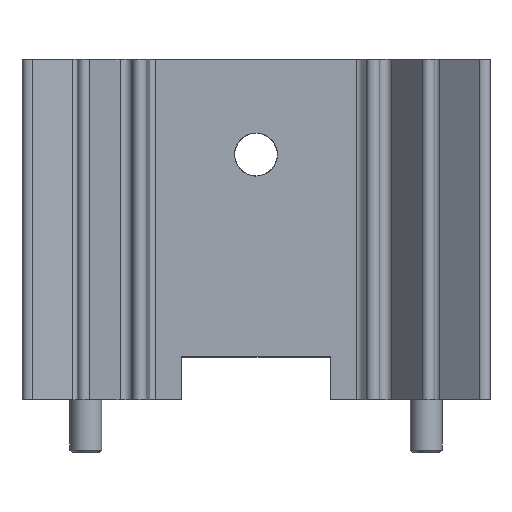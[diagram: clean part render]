
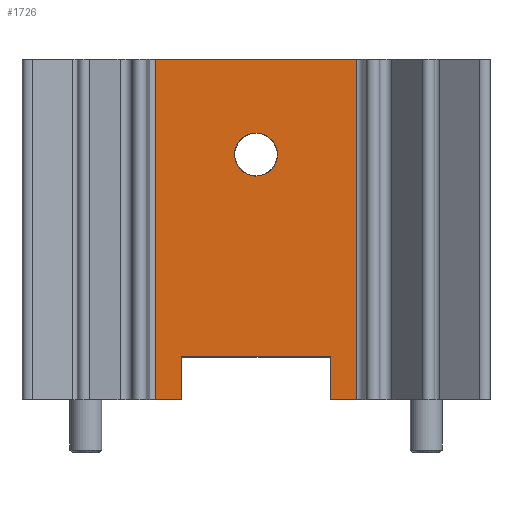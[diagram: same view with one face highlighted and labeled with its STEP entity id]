
A CAD part, front view. The second image highlights one B-rep face of the part: STEP entity #1726.
In plain terms, the highlighted planar face has unit normal (0, -1, 0).
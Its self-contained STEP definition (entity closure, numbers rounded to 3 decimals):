
#184 = DIRECTION ( 'NONE',  ( 0., 0., -1. ) ) ;
#208 = CARTESIAN_POINT ( 'NONE',  ( 0.01, -0.796, 3.2 ) ) ;
#284 = VECTOR ( 'NONE', #4014, 1000. ) ;
#294 = CARTESIAN_POINT ( 'NONE',  ( 5.57, -0.796, 3.2 ) ) ;
#386 = CARTESIAN_POINT ( 'NONE',  ( -0.94, -0.796, 19.895 ) ) ;
#409 = CARTESIAN_POINT ( 'NONE',  ( 0.01, -0.796, 25.4 ) ) ;
#461 =( BOUNDED_CURVE ( )  B_SPLINE_CURVE ( 3, ( #2768, #386, #2244, #4172 ),
 .UNSPECIFIED., .F., .T. ) 
 B_SPLINE_CURVE_WITH_KNOTS ( ( 4, 4 ),
 ( 0., 1. ),
 .UNSPECIFIED. ) 
 CURVE ( )  GEOMETRIC_REPRESENTATION_ITEM ( )  RATIONAL_B_SPLINE_CURVE ( ( 1., 0.805, 0.805, 1. ) ) 
 REPRESENTATION_ITEM ( '' )  );
#502 = PLANE ( 'NONE',  #2502 ) ;
#546 = VECTOR ( 'NONE', #3273, 1000. ) ;
#597 = EDGE_CURVE ( 'NONE', #5206, #2956, #4465, .T. ) ;
#605 = CARTESIAN_POINT ( 'NONE',  ( -5.57, -0.796, 12.7 ) ) ;
#663 =( BOUNDED_CURVE ( )  B_SPLINE_CURVE ( 3, ( #1541, #5833, #1067, #4438 ),
 .UNSPECIFIED., .F., .T. ) 
 B_SPLINE_CURVE_WITH_KNOTS ( ( 4, 4 ),
 ( 0., 1. ),
 .UNSPECIFIED. ) 
 CURVE ( )  GEOMETRIC_REPRESENTATION_ITEM ( )  RATIONAL_B_SPLINE_CURVE ( ( 1., 0.805, 0.805, 1. ) ) 
 REPRESENTATION_ITEM ( '' )  );
#704 = ORIENTED_EDGE ( 'NONE', *, *, #2915, .F. ) ;
#709 = DIRECTION ( 'NONE',  ( 0., 1., 0. ) ) ;
#721 = EDGE_CURVE ( 'NONE', #6133, #2051, #3470, .T. ) ;
#732 = CARTESIAN_POINT ( 'NONE',  ( 3.21, -0.796, 16.685 ) ) ;
#942 = FACE_BOUND ( 'NONE', #4873, .T. ) ;
#1067 = CARTESIAN_POINT ( 'NONE',  ( -0.94, -0.796, 16.685 ) ) ;
#1194 = DIRECTION ( 'NONE',  ( 0., 0., 1. ) ) ;
#1300 = EDGE_CURVE ( 'NONE', #2956, #3671, #4985, .T. ) ;
#1405 = VECTOR ( 'NONE', #5046, 1000. ) ;
#1443 = EDGE_CURVE ( 'NONE', #5359, #5058, #5231, .T. ) ;
#1446 = CARTESIAN_POINT ( 'NONE',  ( 5.57, -0.796, 0. ) ) ;
#1541 = CARTESIAN_POINT ( 'NONE',  ( -1.605, -0.796, 18.29 ) ) ;
#1543 = EDGE_CURVE ( 'NONE', #5448, #5206, #3945, .T. ) ;
#1553 = ORIENTED_EDGE ( 'NONE', *, *, #3686, .F. ) ;
#1667 = CARTESIAN_POINT ( 'NONE',  ( -7.526, -0.796, 12.7 ) ) ;
#1690 = VECTOR ( 'NONE', #2951, 1000. ) ;
#1726 = ADVANCED_FACE ( 'NONE', ( #942, #1908 ), #502, .F. ) ;
#1751 = EDGE_CURVE ( 'NONE', #2051, #5448, #1969, .T. ) ;
#1846 = LINE ( 'NONE', #3359, #2735 ) ;
#1908 = FACE_OUTER_BOUND ( 'NONE', #5802, .T. ) ;
#1969 = LINE ( 'NONE', #208, #1405 ) ;
#2051 = VERTEX_POINT ( 'NONE', #294 ) ;
#2068 = DIRECTION ( 'NONE',  ( 0., 0., 1. ) ) ;
#2133 = CARTESIAN_POINT ( 'NONE',  ( -5.57, -0.796, 3.2 ) ) ;
#2244 = CARTESIAN_POINT ( 'NONE',  ( -1.605, -0.796, 19.23 ) ) ;
#2411 = VERTEX_POINT ( 'NONE', #3574 ) ;
#2502 = AXIS2_PLACEMENT_3D ( 'NONE', #5509, #709, #1194 ) ;
#2650 = CARTESIAN_POINT ( 'NONE',  ( -5.57, -0.796, 0. ) ) ;
#2735 = VECTOR ( 'NONE', #4862, 1000. ) ;
#2768 = CARTESIAN_POINT ( 'NONE',  ( 0., -0.796, 19.895 ) ) ;
#2773 = ORIENTED_EDGE ( 'NONE', *, *, #597, .F. ) ;
#2915 = EDGE_CURVE ( 'NONE', #5058, #4567, #461, .T. ) ;
#2951 = DIRECTION ( 'NONE',  ( -1., 0., 0. ) ) ;
#2956 = VERTEX_POINT ( 'NONE', #4369 ) ;
#3098 = ORIENTED_EDGE ( 'NONE', *, *, #721, .F. ) ;
#3161 = CARTESIAN_POINT ( 'NONE',  ( 0., -0.796, 16.685 ) ) ;
#3273 = DIRECTION ( 'NONE',  ( 1., 0., 0. ) ) ;
#3276 = VECTOR ( 'NONE', #184, 1000. ) ;
#3338 = EDGE_CURVE ( 'NONE', #3671, #2411, #5690, .T. ) ;
#3359 = CARTESIAN_POINT ( 'NONE',  ( 0.01, -0.796, 0. ) ) ;
#3400 = VECTOR ( 'NONE', #2068, 1000. ) ;
#3470 = LINE ( 'NONE', #5440, #3400 ) ;
#3574 = CARTESIAN_POINT ( 'NONE',  ( 7.526, -0.796, 25.4 ) ) ;
#3616 = VECTOR ( 'NONE', #3999, 1000. ) ;
#3666 = CARTESIAN_POINT ( 'NONE',  ( 3.21, -0.796, 19.895 ) ) ;
#3671 = VERTEX_POINT ( 'NONE', #5801 ) ;
#3679 = ORIENTED_EDGE ( 'NONE', *, *, #1300, .F. ) ;
#3686 = EDGE_CURVE ( 'NONE', #4567, #5359, #663, .T. ) ;
#3821 = ORIENTED_EDGE ( 'NONE', *, *, #1443, .F. ) ;
#3844 = EDGE_CURVE ( 'NONE', #2411, #5687, #5373, .T. ) ;
#3854 = ORIENTED_EDGE ( 'NONE', *, *, #3338, .F. ) ;
#3870 = CARTESIAN_POINT ( 'NONE',  ( 0.01, -0.796, 0. ) ) ;
#3945 = LINE ( 'NONE', #605, #3616 ) ;
#3999 = DIRECTION ( 'NONE',  ( 0., 0., -1. ) ) ;
#4014 = DIRECTION ( 'NONE',  ( 0., 0., 1. ) ) ;
#4029 = CARTESIAN_POINT ( 'NONE',  ( 0., -0.796, 19.895 ) ) ;
#4071 = CARTESIAN_POINT ( 'NONE',  ( 0., -0.796, 19.895 ) ) ;
#4172 = CARTESIAN_POINT ( 'NONE',  ( -1.605, -0.796, 18.29 ) ) ;
#4369 = CARTESIAN_POINT ( 'NONE',  ( -7.526, -0.796, 0. ) ) ;
#4374 = ORIENTED_EDGE ( 'NONE', *, *, #3844, .F. ) ;
#4438 = CARTESIAN_POINT ( 'NONE',  ( 0., -0.796, 16.685 ) ) ;
#4465 = LINE ( 'NONE', #3870, #1690 ) ;
#4567 = VERTEX_POINT ( 'NONE', #4850 ) ;
#4743 = ORIENTED_EDGE ( 'NONE', *, *, #1543, .F. ) ;
#4850 = CARTESIAN_POINT ( 'NONE',  ( -1.605, -0.796, 18.29 ) ) ;
#4862 = DIRECTION ( 'NONE',  ( -1., 0., 0. ) ) ;
#4873 = EDGE_LOOP ( 'NONE', ( #704, #3821, #1553 ) ) ;
#4985 = LINE ( 'NONE', #1667, #284 ) ;
#5046 = DIRECTION ( 'NONE',  ( -1., 0., 0. ) ) ;
#5058 = VERTEX_POINT ( 'NONE', #4029 ) ;
#5206 = VERTEX_POINT ( 'NONE', #2650 ) ;
#5231 =( BOUNDED_CURVE ( )  B_SPLINE_CURVE ( 3, ( #3161, #732, #3666, #4071 ),
 .UNSPECIFIED., .F., .T. ) 
 B_SPLINE_CURVE_WITH_KNOTS ( ( 4, 4 ),
 ( 0., 1. ),
 .UNSPECIFIED. ) 
 CURVE ( )  GEOMETRIC_REPRESENTATION_ITEM ( )  RATIONAL_B_SPLINE_CURVE ( ( 1., 0.333, 0.333, 1. ) ) 
 REPRESENTATION_ITEM ( '' )  );
#5282 = ORIENTED_EDGE ( 'NONE', *, *, #1751, .F. ) ;
#5359 = VERTEX_POINT ( 'NONE', #5409 ) ;
#5373 = LINE ( 'NONE', #5405, #3276 ) ;
#5405 = CARTESIAN_POINT ( 'NONE',  ( 7.526, -0.796, 12.7 ) ) ;
#5409 = CARTESIAN_POINT ( 'NONE',  ( 0., -0.796, 16.685 ) ) ;
#5440 = CARTESIAN_POINT ( 'NONE',  ( 5.57, -0.796, 12.7 ) ) ;
#5448 = VERTEX_POINT ( 'NONE', #2133 ) ;
#5509 = CARTESIAN_POINT ( 'NONE',  ( 0.01, -0.796, 12.7 ) ) ;
#5687 = VERTEX_POINT ( 'NONE', #5875 ) ;
#5690 = LINE ( 'NONE', #409, #546 ) ;
#5801 = CARTESIAN_POINT ( 'NONE',  ( -7.526, -0.796, 25.4 ) ) ;
#5802 = EDGE_LOOP ( 'NONE', ( #5879, #4374, #3854, #3679, #2773, #4743, #5282, #3098 ) ) ;
#5833 = CARTESIAN_POINT ( 'NONE',  ( -1.605, -0.796, 17.35 ) ) ;
#5875 = CARTESIAN_POINT ( 'NONE',  ( 7.526, -0.796, 0. ) ) ;
#5879 = ORIENTED_EDGE ( 'NONE', *, *, #6171, .F. ) ;
#6133 = VERTEX_POINT ( 'NONE', #1446 ) ;
#6171 = EDGE_CURVE ( 'NONE', #5687, #6133, #1846, .T. ) ;
